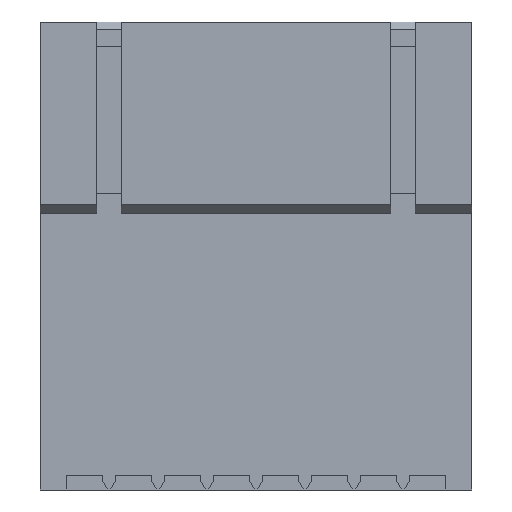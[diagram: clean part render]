
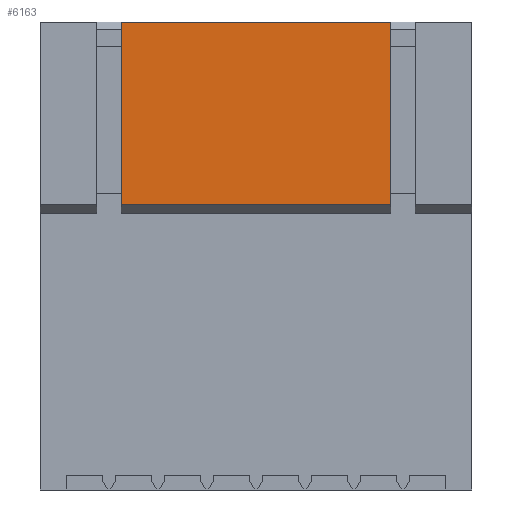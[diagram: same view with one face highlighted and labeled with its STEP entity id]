
A CAD part, front view. The second image highlights one B-rep face of the part: STEP entity #6163.
In plain terms, the highlighted planar face has unit normal (0, -1, 0).
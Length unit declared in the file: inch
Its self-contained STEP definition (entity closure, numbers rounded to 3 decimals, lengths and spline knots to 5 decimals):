
#1355=DIRECTION('',(1.,0.,0.));
#1356=VECTOR('',#1355,0.55);
#1357=CARTESIAN_POINT('',(-0.275,-0.086,0.4775));
#1358=LINE('',#1357,#1356);
#1407=DIRECTION('',(0.,0.,1.));
#1408=VECTOR('',#1407,0.37268);
#1409=CARTESIAN_POINT('',(0.275,-0.086,0.10482));
#1410=LINE('',#1409,#1408);
#1411=DIRECTION('',(1.,0.,0.));
#1412=VECTOR('',#1411,0.55);
#1413=CARTESIAN_POINT('',(-0.275,-0.086,0.10482));
#1414=LINE('',#1413,#1412);
#1415=DIRECTION('',(0.,0.,1.));
#1416=VECTOR('',#1415,0.37268);
#1417=CARTESIAN_POINT('',(-0.275,-0.086,0.10482));
#1418=LINE('',#1417,#1416);
#3517=CARTESIAN_POINT('',(0.275,-0.086,0.4775));
#3519=VERTEX_POINT('',#3517);
#3529=CARTESIAN_POINT('',(-0.275,-0.086,0.4775));
#3531=VERTEX_POINT('',#3529);
#3533=CARTESIAN_POINT('',(0.275,-0.086,0.10482));
#3534=VERTEX_POINT('',#3533);
#3539=CARTESIAN_POINT('',(-0.275,-0.086,0.10482));
#3540=VERTEX_POINT('',#3539);
#6151=CARTESIAN_POINT('',(-0.44,-0.086,-0.4775));
#6152=DIRECTION('',(0.,-1.,0.));
#6153=DIRECTION('',(1.,0.,0.));
#6154=AXIS2_PLACEMENT_3D('',#6151,#6152,#6153);
#6155=PLANE('',#6154);
#6156=ORIENTED_EDGE('',*,*,#6088,.F.);
#6157=ORIENTED_EDGE('',*,*,#6042,.F.);
#6159=ORIENTED_EDGE('',*,*,#6158,.T.);
#6160=ORIENTED_EDGE('',*,*,#6099,.T.);
#6161=EDGE_LOOP('',(#6156,#6157,#6159,#6160));
#6162=FACE_OUTER_BOUND('',#6161,.F.);
#6163=ADVANCED_FACE('',(#6162),#6155,.T.);
#6042=EDGE_CURVE('',#3540,#3534,#1414,.T.);
#6088=EDGE_CURVE('',#3534,#3519,#1410,.T.);
#6099=EDGE_CURVE('',#3531,#3519,#1358,.T.);
#6158=EDGE_CURVE('',#3540,#3531,#1418,.T.);
